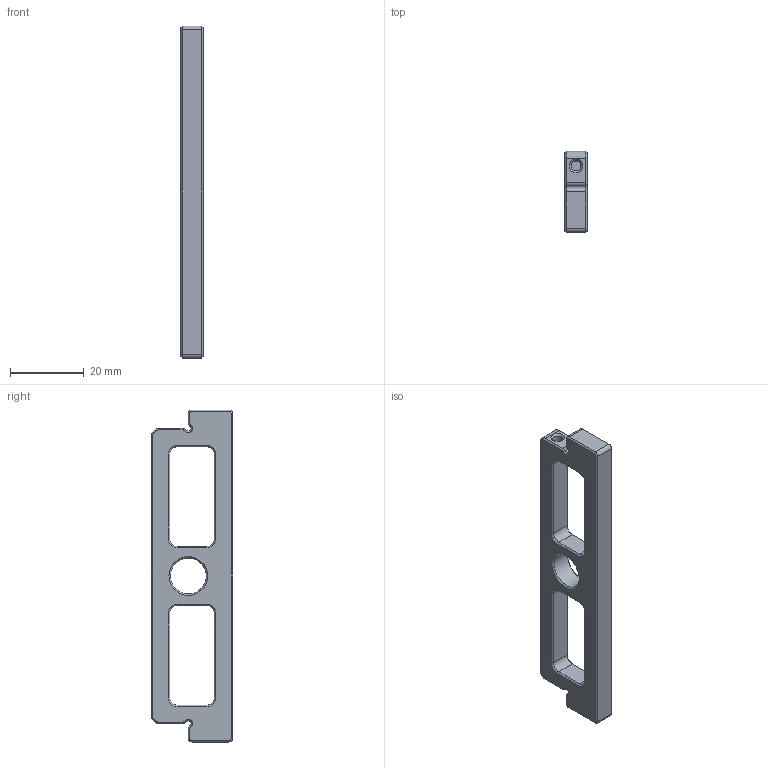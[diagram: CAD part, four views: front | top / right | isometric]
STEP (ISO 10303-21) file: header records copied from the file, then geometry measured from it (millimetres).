
FILE_DESCRIPTION(/* description */ (''),/* implementation_level */ '2;1');
FILE_NAME(/* name */ 'Support Plate.step',/* time_stamp */ '2023-09-26T13:43:16-05:00',/* author */ (''),/* organization */ (''),/* preprocessor_version */ 'ST-DEVELOPER v20',/* originating_system */ 'Autodesk Translation Framework v12.9.0.99',/* authorisation */ '');
FILE_SCHEMA (('AUTOMOTIVE_DESIGN { 1 0 10303 214 3 1 1 }'));
Length unit declared in the file: millimetre
Products named in the file (1): Support Plate
Bounding box: 6 x 22 x 90 mm (x, y, z)
Volume: 6832.4 mm3; surface area: 4632.3 mm2
Topology: 1 solids, 1 shells, 119 faces, 269 edges, 154 vertices
Faces by surface type: plane 52, cone 44, cylinder 23
Full cylindrical faces by diameter (mm): 2.7 x2, 9.7 x1
Entity records: 3297 total; most frequent: DIRECTION 599, CARTESIAN_POINT 543, ORIENTED_EDGE 538, EDGE_CURVE 269, AXIS2_PLACEMENT_3D 210, LINE 179, VECTOR 179, VERTEX_POINT 154
